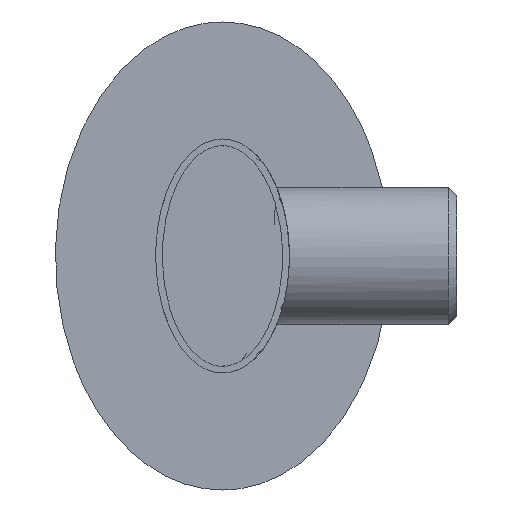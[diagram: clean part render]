
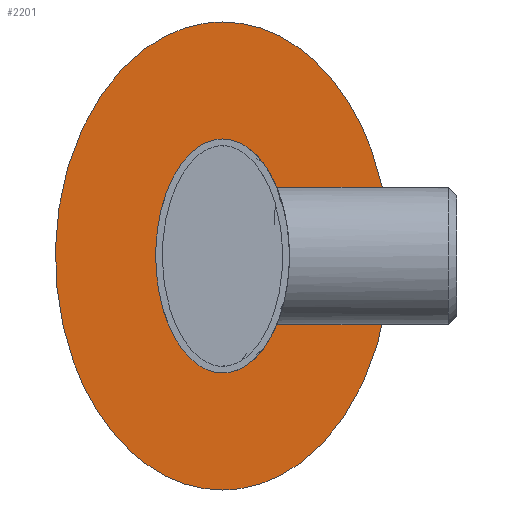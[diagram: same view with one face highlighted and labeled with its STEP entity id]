
A CAD part, left-side view. The second image highlights one B-rep face of the part: STEP entity #2201.
In plain terms, the highlighted face is planar.
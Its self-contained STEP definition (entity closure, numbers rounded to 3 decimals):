
#1860=CARTESIAN_POINT('',(35.,0.,0.));
#1861=CARTESIAN_POINT('',(35.,1.473,0.));
#1862=CARTESIAN_POINT('',(34.634,4.53,0.));
#1863=CARTESIAN_POINT('',(32.776,9.231,0.));
#1864=CARTESIAN_POINT('',(29.516,13.761,0.));
#1865=CARTESIAN_POINT('',(24.928,17.805,0.));
#1866=CARTESIAN_POINT('',(19.266,21.083,0.));
#1867=CARTESIAN_POINT('',(13.98,23.023,0.));
#1868=CARTESIAN_POINT('',(9.632,24.076,0.));
#1869=CARTESIAN_POINT('',(6.362,24.621,0.));
#1870=CARTESIAN_POINT('',(3.671,24.883,0.));
#1871=CARTESIAN_POINT('',(1.555,24.984,0.));
#1872=CARTESIAN_POINT('',(0.,25.008,0.));
#1873=CARTESIAN_POINT('',(-1.555,24.984,0.));
#1874=CARTESIAN_POINT('',(-3.671,24.883,0.));
#1875=CARTESIAN_POINT('',(-6.362,24.621,0.));
#1876=CARTESIAN_POINT('',(-9.632,24.076,0.));
#1877=CARTESIAN_POINT('',(-13.98,23.023,0.));
#1878=CARTESIAN_POINT('',(-19.266,21.083,0.));
#1879=CARTESIAN_POINT('',(-24.928,17.805,0.));
#1880=CARTESIAN_POINT('',(-29.516,13.761,0.));
#1881=CARTESIAN_POINT('',(-32.776,9.231,0.));
#1882=CARTESIAN_POINT('',(-34.634,4.53,0.));
#1883=CARTESIAN_POINT('',(-35.,1.473,0.));
#1884=CARTESIAN_POINT('',(-35.,0.,0.));
#1886=CARTESIAN_POINT('',(-35.,0.,0.));
#1887=CARTESIAN_POINT('',(-35.,-1.473,0.));
#1888=CARTESIAN_POINT('',(-34.634,-4.53,0.));
#1889=CARTESIAN_POINT('',(-32.776,-9.231,0.));
#1890=CARTESIAN_POINT('',(-29.516,-13.761,0.));
#1891=CARTESIAN_POINT('',(-24.928,-17.805,0.));
#1892=CARTESIAN_POINT('',(-19.266,-21.083,0.));
#1893=CARTESIAN_POINT('',(-13.98,-23.023,0.));
#1894=CARTESIAN_POINT('',(-9.632,-24.076,0.));
#1895=CARTESIAN_POINT('',(-6.362,-24.621,0.));
#1896=CARTESIAN_POINT('',(-3.671,-24.883,0.));
#1897=CARTESIAN_POINT('',(-1.555,-24.984,0.));
#1898=CARTESIAN_POINT('',(0.,-25.008,0.));
#1899=CARTESIAN_POINT('',(1.555,-24.984,0.));
#1900=CARTESIAN_POINT('',(3.671,-24.883,0.));
#1901=CARTESIAN_POINT('',(6.362,-24.621,0.));
#1902=CARTESIAN_POINT('',(9.632,-24.076,0.));
#1903=CARTESIAN_POINT('',(13.98,-23.023,0.));
#1904=CARTESIAN_POINT('',(19.266,-21.083,0.));
#1905=CARTESIAN_POINT('',(24.928,-17.805,0.));
#1906=CARTESIAN_POINT('',(29.516,-13.761,0.));
#1907=CARTESIAN_POINT('',(32.776,-9.231,0.));
#1908=CARTESIAN_POINT('',(34.634,-4.53,0.));
#1909=CARTESIAN_POINT('',(35.,-1.473,0.));
#1910=CARTESIAN_POINT('',(35.,0.,0.));
#1912=CARTESIAN_POINT('',(0.,0.,0.));
#1913=DIRECTION('',(0.,0.,-1.));
#1914=DIRECTION('',(1.,0.,0.));
#1915=AXIS2_PLACEMENT_3D('',#1912,#1913,#1914);
#1917=CARTESIAN_POINT('',(0.,0.,0.));
#1918=DIRECTION('',(0.,0.,-1.));
#1919=DIRECTION('',(-1.,0.,0.));
#1920=AXIS2_PLACEMENT_3D('',#1917,#1918,#1919);
#1922=CARTESIAN_POINT('',(-12.,0.,0.));
#1923=DIRECTION('',(0.,0.,-1.));
#1924=DIRECTION('',(1.,0.,0.));
#1925=AXIS2_PLACEMENT_3D('',#1922,#1923,#1924);
#1927=CARTESIAN_POINT('',(-12.,0.,0.));
#1928=DIRECTION('',(0.,0.,-1.));
#1929=DIRECTION('',(-1.,0.,0.));
#1930=AXIS2_PLACEMENT_3D('',#1927,#1928,#1929);
#1932=CARTESIAN_POINT('',(12.,0.,0.));
#1933=DIRECTION('',(0.,0.,-1.));
#1934=DIRECTION('',(1.,0.,0.));
#1935=AXIS2_PLACEMENT_3D('',#1932,#1933,#1934);
#1937=CARTESIAN_POINT('',(12.,0.,0.));
#1938=DIRECTION('',(0.,0.,-1.));
#1939=DIRECTION('',(-1.,0.,0.));
#1940=AXIS2_PLACEMENT_3D('',#1937,#1938,#1939);
#2128=VERTEX_POINT('',#1860);
#2129=VERTEX_POINT('',#1884);
#2130=CARTESIAN_POINT('',(7.5,0.,0.));
#2131=CARTESIAN_POINT('',(-7.5,0.,0.));
#2132=VERTEX_POINT('',#2130);
#2133=VERTEX_POINT('',#2131);
#2134=CARTESIAN_POINT('',(-9.75,0.,0.));
#2135=CARTESIAN_POINT('',(-14.25,0.,0.));
#2136=VERTEX_POINT('',#2134);
#2137=VERTEX_POINT('',#2135);
#2138=CARTESIAN_POINT('',(14.25,0.,0.));
#2139=CARTESIAN_POINT('',(9.75,0.,0.));
#2140=VERTEX_POINT('',#2138);
#2141=VERTEX_POINT('',#2139);
#2172=CARTESIAN_POINT('',(0.,0.,0.));
#2173=DIRECTION('',(0.,0.,1.));
#2174=DIRECTION('',(1.,0.,0.));
#2175=AXIS2_PLACEMENT_3D('',#2172,#2173,#2174);
#2176=PLANE('',#2175);
#2178=ORIENTED_EDGE('',*,*,#2177,.T.);
#2180=ORIENTED_EDGE('',*,*,#2179,.T.);
#2181=EDGE_LOOP('',(#2178,#2180));
#2182=FACE_OUTER_BOUND('',#2181,.F.);
#2184=ORIENTED_EDGE('',*,*,#2183,.T.);
#2186=ORIENTED_EDGE('',*,*,#2185,.T.);
#2187=EDGE_LOOP('',(#2184,#2186));
#2188=FACE_BOUND('',#2187,.F.);
#2190=ORIENTED_EDGE('',*,*,#2189,.T.);
#2192=ORIENTED_EDGE('',*,*,#2191,.T.);
#2193=EDGE_LOOP('',(#2190,#2192));
#2194=FACE_BOUND('',#2193,.F.);
#2196=ORIENTED_EDGE('',*,*,#2195,.T.);
#2198=ORIENTED_EDGE('',*,*,#2197,.T.);
#2199=EDGE_LOOP('',(#2196,#2198));
#2200=FACE_BOUND('',#2199,.F.);
#1885=B_SPLINE_CURVE_WITH_KNOTS('',3,(#1860,#1861,#1862,#1863,#1864,#1865,#1866,
#1867,#1868,#1869,#1870,#1871,#1872,#1873,#1874,#1875,#1876,#1877,#1878,#1879,
#1880,#1881,#1882,#1883,#1884),.UNSPECIFIED.,.F.,.F.,(4,1,1,1,1,1,1,1,1,1,1,1,1,
1,1,1,1,1,1,1,1,1,4),(0.,0.063,0.125,0.188,0.25,0.313,0.375,
0.406,0.438,0.469,0.484,0.5,0.516,0.531,0.563,
0.594,0.625,0.688,0.75,0.813,0.875,0.938,1.),
.UNSPECIFIED.);
#1911=B_SPLINE_CURVE_WITH_KNOTS('',3,(#1886,#1887,#1888,#1889,#1890,#1891,#1892,
#1893,#1894,#1895,#1896,#1897,#1898,#1899,#1900,#1901,#1902,#1903,#1904,#1905,
#1906,#1907,#1908,#1909,#1910),.UNSPECIFIED.,.F.,.F.,(4,1,1,1,1,1,1,1,1,1,1,1,1,
1,1,1,1,1,1,1,1,1,4),(0.,0.063,0.125,0.188,0.25,0.313,0.375,
0.406,0.438,0.469,0.484,0.5,0.516,0.531,0.563,
0.594,0.625,0.688,0.75,0.813,0.875,0.938,1.),
.UNSPECIFIED.);
#1916=CIRCLE('',#1915,7.5);
#1921=CIRCLE('',#1920,7.5);
#1926=CIRCLE('',#1925,2.25);
#1931=CIRCLE('',#1930,2.25);
#1936=CIRCLE('',#1935,2.25);
#1941=CIRCLE('',#1940,2.25);
#2177=EDGE_CURVE('',#2128,#2129,#1885,.T.);
#2179=EDGE_CURVE('',#2129,#2128,#1911,.T.);
#2183=EDGE_CURVE('',#2132,#2133,#1916,.T.);
#2185=EDGE_CURVE('',#2133,#2132,#1921,.T.);
#2189=EDGE_CURVE('',#2136,#2137,#1926,.T.);
#2191=EDGE_CURVE('',#2137,#2136,#1931,.T.);
#2195=EDGE_CURVE('',#2140,#2141,#1936,.T.);
#2197=EDGE_CURVE('',#2141,#2140,#1941,.T.);
#2201=ADVANCED_FACE('',(#2182,#2188,#2194,#2200),#2176,.F.);
